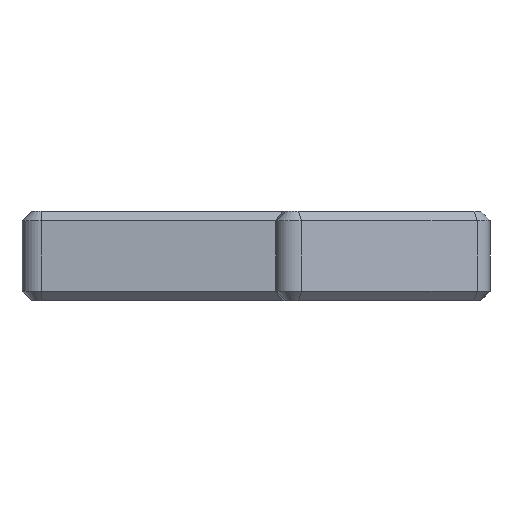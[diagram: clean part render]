
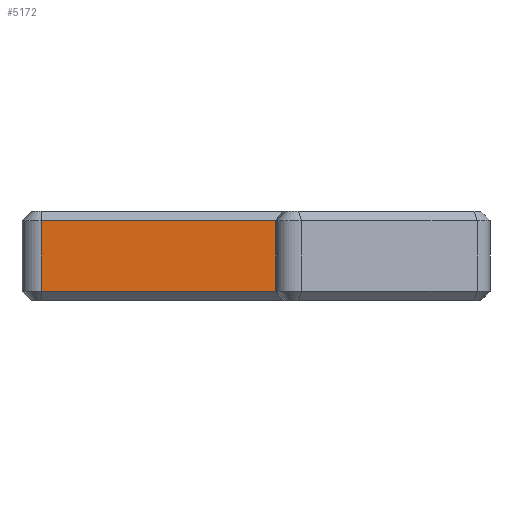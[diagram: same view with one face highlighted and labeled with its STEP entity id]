
A CAD part, left-side view. The second image highlights one B-rep face of the part: STEP entity #5172.
In plain terms, the highlighted planar face has unit normal (-1, 0.001, 0).
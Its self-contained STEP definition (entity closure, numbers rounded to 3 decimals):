
#433=FACE_OUTER_BOUND('',#712,.T.);
#712=EDGE_LOOP('',(#4231,#4232,#4233,#4234));
#967=LINE('',#7534,#1576);
#1152=LINE('',#8197,#1761);
#1198=LINE('',#8372,#1807);
#1199=LINE('',#8374,#1808);
#1576=VECTOR('',#6034,10.);
#1761=VECTOR('',#6559,10.);
#1807=VECTOR('',#6687,10.);
#1808=VECTOR('',#6690,10.);
#2176=VERTEX_POINT('',#7493);
#2185=VERTEX_POINT('',#7527);
#2339=VERTEX_POINT('',#8195);
#2340=VERTEX_POINT('',#8196);
#2710=EDGE_CURVE('',#2185,#2176,#967,.T.);
#2976=EDGE_CURVE('',#2339,#2340,#1152,.T.);
#3044=EDGE_CURVE('',#2340,#2185,#1198,.T.);
#3045=EDGE_CURVE('',#2339,#2176,#1199,.T.);
#4231=ORIENTED_EDGE('',*,*,#2710,.F.);
#4232=ORIENTED_EDGE('',*,*,#3044,.F.);
#4233=ORIENTED_EDGE('',*,*,#2976,.F.);
#4234=ORIENTED_EDGE('',*,*,#3045,.T.);
#4899=PLANE('',#5586);
#5172=ADVANCED_FACE('',(#433),#4899,.T.);
#5586=AXIS2_PLACEMENT_3D('',#8373,#6688,#6689);
#6034=DIRECTION('',(-0.001,-1.,0.));
#6559=DIRECTION('',(0.001,1.,0.));
#6687=DIRECTION('',(0.,0.,1.));
#6688=DIRECTION('center_axis',(-1.,0.001,
0.));
#6689=DIRECTION('ref_axis',(-0.001,-1.,0.));
#6690=DIRECTION('',(0.,0.,1.));
#7493=CARTESIAN_POINT('',(201.652,-208.508,5.));
#7527=CARTESIAN_POINT('',(201.691,-158.752,5.));
#7534=CARTESIAN_POINT('',(201.673,-181.529,5.));
#8195=CARTESIAN_POINT('',(201.652,-208.508,-10.));
#8196=CARTESIAN_POINT('',(201.691,-158.752,-10.));
#8197=CARTESIAN_POINT('',(201.673,-181.529,-10.));
#8372=CARTESIAN_POINT('',(201.691,-158.752,-10.));
#8373=CARTESIAN_POINT('Origin',(201.691,-158.752,-10.));
#8374=CARTESIAN_POINT('',(201.652,-208.508,-10.));
